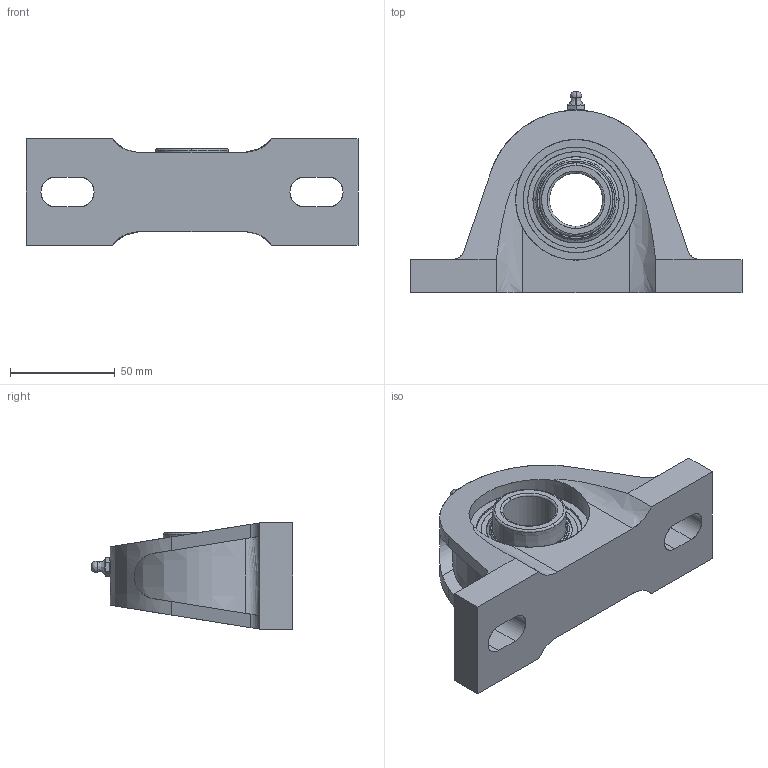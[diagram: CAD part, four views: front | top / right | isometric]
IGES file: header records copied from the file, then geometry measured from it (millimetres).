
Start section: SolidWorks IGES file using analytic representation for surfaces
Global section: file name: EMDEFAU04261755417055.igs; native system: SolidWorks 2016; preprocessor: SolidWorks 2016; author: partstream; date: 160426.175549; units: millimetre
Bounding box: 158.75 x 96.46 x 50.8 mm (x, y, z)
Surface area: 52300.2 mm2 (no closed solid volume)
Topology: 0 solids, 0 shells, 139 faces, 4008 edges, 4026 vertices
Faces by surface type: bspline 72, revolution 67
